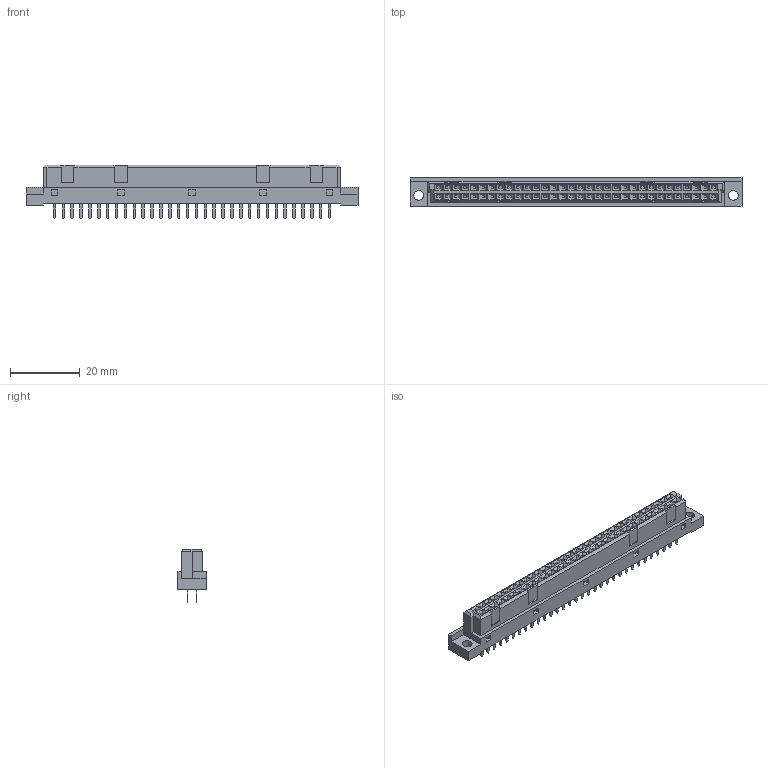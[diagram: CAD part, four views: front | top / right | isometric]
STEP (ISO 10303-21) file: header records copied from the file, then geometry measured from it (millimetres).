
FILE_DESCRIPTION(('CoCreate Modeling STEP Export'),'2;1');
FILE_NAME('PCN10C-64S-2.54DSA.stp','2012-10-25T17:38:32',(''),(''),'CoCreate Modeling STEP processor for AP214 (Solid Model)','CoCreate Modeling 17.0 01-Apr-2010 (C) Parametric Technology GmbH','');
FILE_SCHEMA(('AUTOMOTIVE_DESIGN { 1 0 10303 214 1 1 1 1 }'));
Length unit declared in the file: millimetre
Products named in the file (1): PCN10C-64S-2.54DSA
Bounding box: 95 x 8.1 x 15.4 mm (x, y, z)
Volume: 6029.9 mm3; surface area: 7101.8 mm2
Topology: 1 solids, 1 shells, 1395 faces, 3550 edges, 2278 vertices
Faces by surface type: plane 1389, cylinder 6
Entity records: 40344 total; most frequent: CARTESIAN_POINT 7107, ORIENTED_EDGE 7100, DIRECTION 6151, EDGE_CURVE 3550, VECTOR 3507, LINE 3507, VERTEX_POINT 2278, EDGE_LOOP 1540
